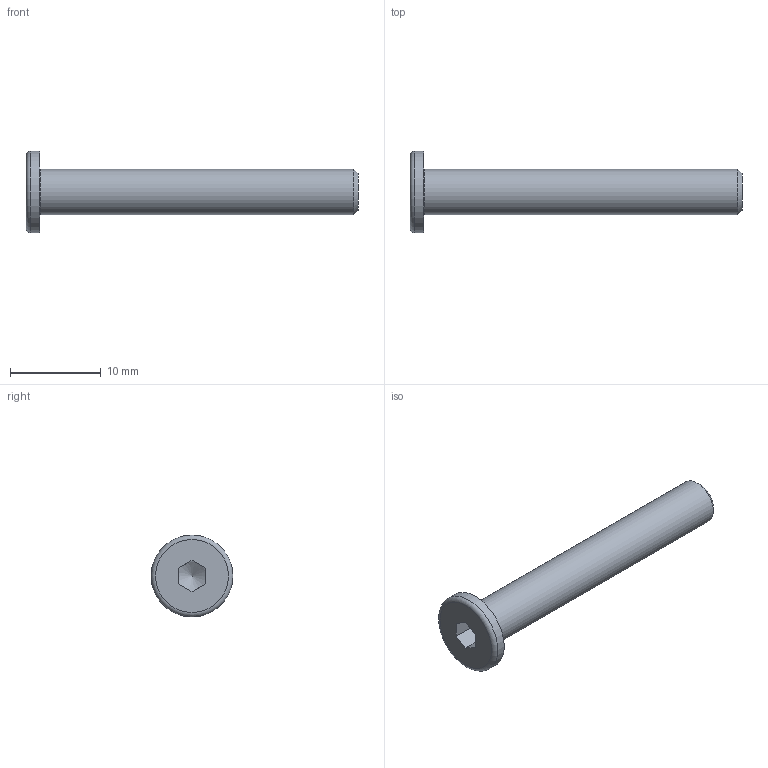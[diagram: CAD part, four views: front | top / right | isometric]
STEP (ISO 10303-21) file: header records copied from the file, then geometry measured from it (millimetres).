
FILE_DESCRIPTION(/* description */ ('LOW PROFILE SCREW - BLACK'),/* implementation_level */ '2;1');
FILE_NAME(/* name */ 'LOW PROFILE SCREW M5 X 35 (M5.35).stp',/* time_stamp */ '2023-03-01T15:15:01+02:00',/* author */ ('arnold.brand'),/* organization */ (''),/* preprocessor_version */ 'ST-DEVELOPER v19.2',/* originating_system */ 'Autodesk Inventor 2023',/* authorisation */ '');
FILE_SCHEMA (('AUTOMOTIVE_DESIGN { 1 0 10303 214 3 1 1 }'));
Length unit declared in the file: millimetre
Products named in the file (1): LOW PROFILE SCREW M5 X 35  (M5.35)
Bounding box: 36.5 x 9 x 9 mm (x, y, z)
Volume: 753 mm3; surface area: 741 mm2
Topology: 1 solids, 1 shells, 15 faces, 36 edges, 24 vertices
Faces by surface type: plane 9, torus 2, cylinder 2, cone 2
Full cylindrical faces by diameter (mm): 5 x1, 9 x1
Entity records: 473 total; most frequent: CARTESIAN_POINT 89, DIRECTION 72, ORIENTED_EDGE 70, EDGE_CURVE 35, AXIS2_PLACEMENT_3D 28, VERTEX_POINT 24, EDGE_LOOP 17, LINE 16
